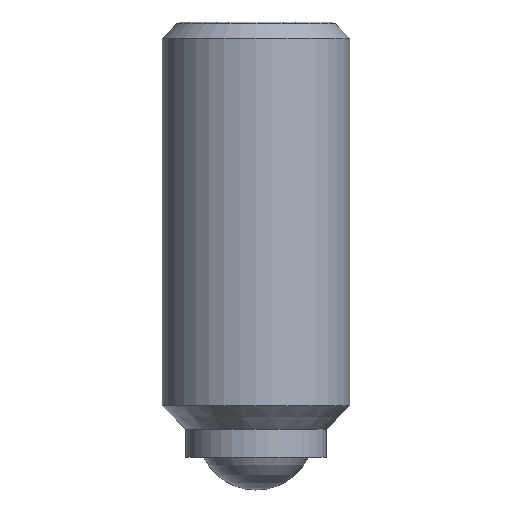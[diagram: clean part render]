
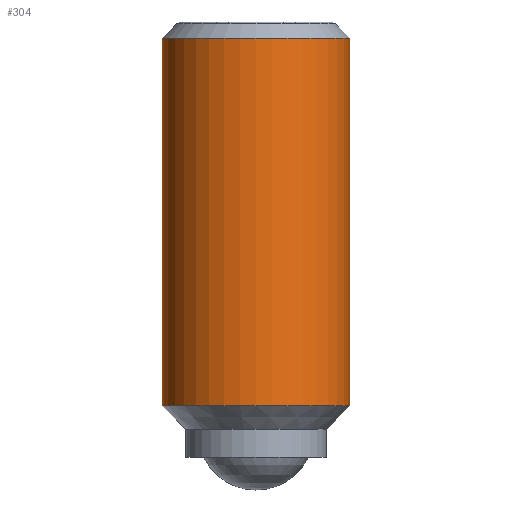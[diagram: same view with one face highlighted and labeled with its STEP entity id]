
A CAD part, front view. The second image highlights one B-rep face of the part: STEP entity #304.
In plain terms, the highlighted cylindrical face has radius 2 mm (diameter 4 mm), a partial arc.
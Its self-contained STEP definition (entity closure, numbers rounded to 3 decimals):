
#218=VERTEX_POINT('',#447);
#246=VERTEX_POINT('',#479);
#278=VERTEX_POINT('',#515);
#288=VERTEX_POINT('',#526);
#298=EDGE_CURVE('',#246,#288,#537,.T.);
#300=EDGE_CURVE('',#278,#218,#539,.T.);
#304=ADVANCED_FACE('',(#543),#544,.T.);
#308=EDGE_CURVE('',#246,#218,#548,.T.);
#320=EDGE_CURVE('',#288,#278,#560,.T.);
#447=CARTESIAN_POINT('',(2.,0.,-8.2));
#479=CARTESIAN_POINT('',(-2.,0.,-8.2));
#515=CARTESIAN_POINT('',(2.,0.,-0.35));
#526=CARTESIAN_POINT('',(-2.,0.,-0.35));
#537=LINE('',#866,#867);
#539=LINE('',#870,#871);
#543=FACE_OUTER_BOUND('',#877,.T.);
#544=CYLINDRICAL_SURFACE('',#878,2.);
#548=CIRCLE('',#885,2.);
#560=CIRCLE('',#904,2.);
#866=CARTESIAN_POINT('',(-2.,0.,-4.275));
#867=VECTOR('',#1157,1.0);
#870=CARTESIAN_POINT('',(2.,0.,-4.275));
#871=VECTOR('',#1158,1.0);
#877=EDGE_LOOP('',(#1161,#1162,#1163,#1164));
#878=AXIS2_PLACEMENT_3D('',#1165,#1166,#1167);
#885=AXIS2_PLACEMENT_3D('',#1169,#1170,#1171);
#904=AXIS2_PLACEMENT_3D('',#1175,#1176,#1177);
#1157=DIRECTION('',(0.0,0.0,1.0));
#1158=DIRECTION('',(-0.0,-0.0,-1.0));
#1161=ORIENTED_EDGE('',*,*,#298,.F.);
#1162=ORIENTED_EDGE('',*,*,#308,.T.);
#1163=ORIENTED_EDGE('',*,*,#300,.F.);
#1164=ORIENTED_EDGE('',*,*,#320,.F.);
#1165=CARTESIAN_POINT('',(0.,0.,-4.275));
#1166=DIRECTION('',(-0.0,-0.0,-1.0));
#1167=DIRECTION('',(-1.0,0.,0.0));
#1169=CARTESIAN_POINT('',(0.,0.,-8.2));
#1170=DIRECTION('',(0.0,0.0,1.0));
#1171=DIRECTION('',(-1.0,0.,0.0));
#1175=CARTESIAN_POINT('',(0.,0.,-0.35));
#1176=DIRECTION('',(0.0,0.0,1.0));
#1177=DIRECTION('',(-1.0,0.,0.0));
